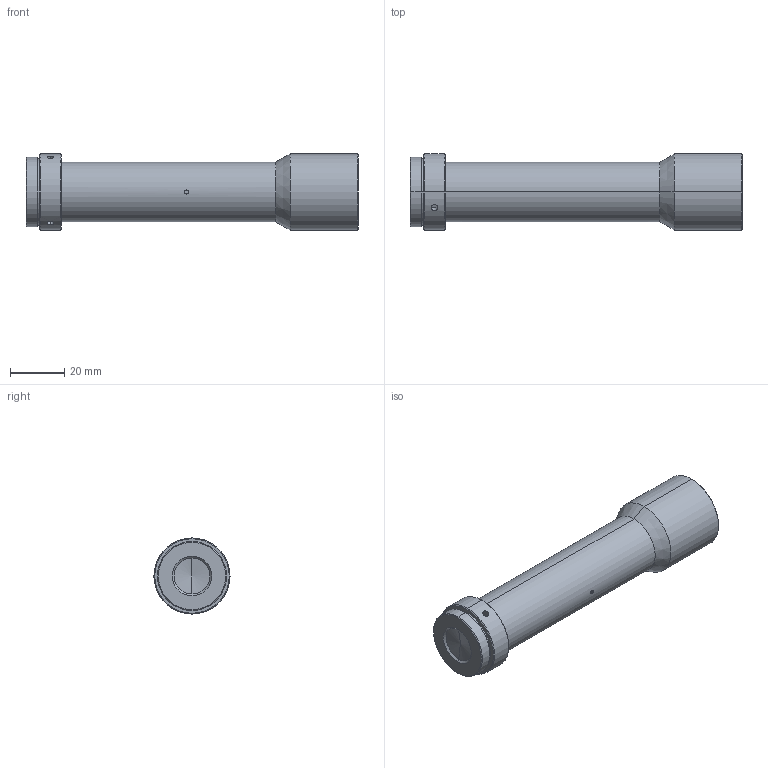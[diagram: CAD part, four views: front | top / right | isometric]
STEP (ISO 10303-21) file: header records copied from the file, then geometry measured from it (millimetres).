
FILE_DESCRIPTION (( 'STEP AP203' ), '1' );
FILE_NAME ('WWH08-130AT.STEP', '2019-12-03T03:13:31', ( 'Windows 蚚誧' ), ( '' ), 'SwSTEP 2.0', 'SolidWorks 2017', '' );
FILE_SCHEMA (( 'CONFIG_CONTROL_DESIGN' ));
Length unit declared in the file: millimetre
Products named in the file (1): WWH08-130AT
Bounding box: 122.1 x 28 x 28 mm (x, y, z)
Volume: 53877.6 mm3; surface area: 11083 mm2
Topology: 1 solids, 1 shells, 47 faces, 96 edges, 56 vertices
Faces by surface type: cylinder 24, cone 18, plane 5
Entity records: 1497 total; most frequent: CARTESIAN_POINT 452, DIRECTION 210, ORIENTED_EDGE 184, EDGE_CURVE 92, AXIS2_PLACEMENT_3D 86, EDGE_LOOP 56, VERTEX_POINT 56, ADVANCED_FACE 47
